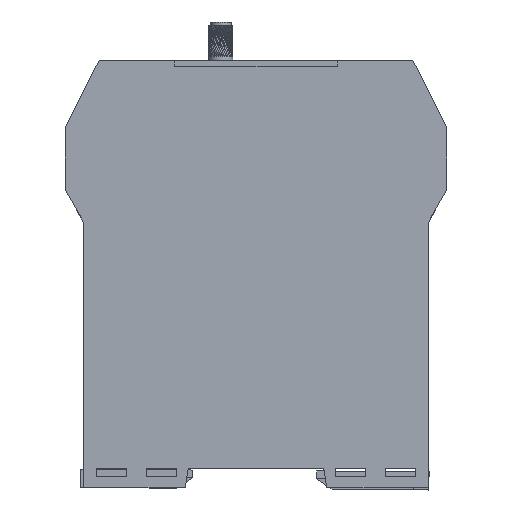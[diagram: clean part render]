
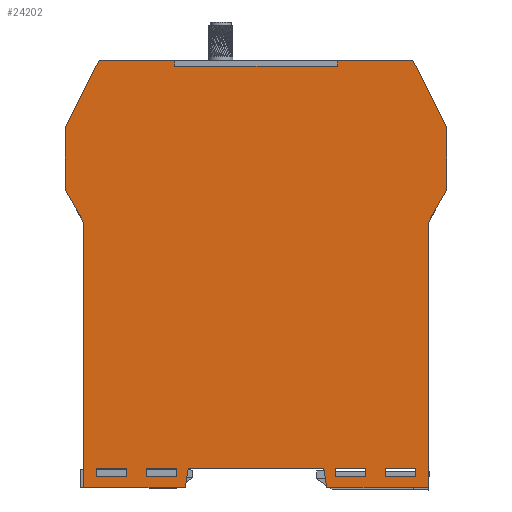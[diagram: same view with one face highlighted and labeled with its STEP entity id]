
A CAD part, top view. The second image highlights one B-rep face of the part: STEP entity #24202.
In plain terms, the highlighted planar face has unit normal (0, 0, 1).
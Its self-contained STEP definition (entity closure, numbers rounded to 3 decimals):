
#607=LINE('',#33892,#3776);
#611=LINE('',#33901,#3780);
#615=LINE('',#33910,#3784);
#619=LINE('',#33919,#3788);
#633=LINE('',#33948,#3802);
#637=LINE('',#33957,#3806);
#641=LINE('',#33966,#3810);
#645=LINE('',#33975,#3814);
#665=LINE('',#34013,#3834);
#676=LINE('',#34035,#3845);
#689=LINE('',#34059,#3858);
#700=LINE('',#34079,#3869);
#708=LINE('',#34095,#3877);
#735=LINE('',#34161,#3904);
#737=LINE('',#34166,#3906);
#1123=LINE('',#34981,#4292);
#1126=LINE('',#34986,#4295);
#1128=LINE('',#34991,#4297);
#1130=LINE('',#34997,#4299);
#1132=LINE('',#35001,#4301);
#1134=LINE('',#35005,#4303);
#1136=LINE('',#35008,#4305);
#1137=LINE('',#35010,#4306);
#1138=LINE('',#35013,#4307);
#1140=LINE('',#35016,#4309);
#1141=LINE('',#35017,#4310);
#1142=LINE('',#35018,#4311);
#1143=LINE('',#35019,#4312);
#1144=LINE('',#35020,#4313);
#1146=LINE('',#35024,#4315);
#1148=LINE('',#35028,#4317);
#1150=LINE('',#35032,#4319);
#1152=LINE('',#35036,#4321);
#1154=LINE('',#35039,#4323);
#3776=VECTOR('',#27375,10.);
#3780=VECTOR('',#27381,10.);
#3784=VECTOR('',#27387,10.);
#3788=VECTOR('',#27393,10.);
#3802=VECTOR('',#27413,10.);
#3806=VECTOR('',#27419,10.);
#3810=VECTOR('',#27425,10.);
#3814=VECTOR('',#27431,10.);
#3834=VECTOR('',#27459,10.);
#3845=VECTOR('',#27478,10.);
#3858=VECTOR('',#27501,10.);
#3869=VECTOR('',#27520,10.);
#3877=VECTOR('',#27536,10.);
#3904=VECTOR('',#27579,10.);
#3906=VECTOR('',#27583,10.);
#4292=VECTOR('',#28347,10.);
#4295=VECTOR('',#28352,10.);
#4297=VECTOR('',#28356,10.);
#4299=VECTOR('',#28364,10.);
#4301=VECTOR('',#28368,10.);
#4303=VECTOR('',#28372,10.);
#4305=VECTOR('',#28376,10.);
#4306=VECTOR('',#28379,10.);
#4307=VECTOR('',#28382,10.);
#4309=VECTOR('',#28386,10.);
#4310=VECTOR('',#28387,10.);
#4311=VECTOR('',#28388,10.);
#4312=VECTOR('',#28389,10.);
#4313=VECTOR('',#28390,10.);
#4315=VECTOR('',#28394,10.);
#4317=VECTOR('',#28398,10.);
#4319=VECTOR('',#28402,10.);
#4321=VECTOR('',#28406,10.);
#4323=VECTOR('',#28410,10.);
#6939=PLANE('',#25591);
#7801=FACE_BOUND('',#9539,.T.);
#7802=FACE_BOUND('',#9540,.T.);
#7803=FACE_BOUND('',#9541,.T.);
#7804=FACE_BOUND('',#9542,.T.);
#8246=FACE_OUTER_BOUND('',#9538,.T.);
#9538=EDGE_LOOP('',(#18508,#18509,#18510,#18511,#18512,#18513,#18514,#18515,
#18516,#18517,#18518,#18519,#18520,#18521,#18522,#18523,#18524,#18525));
#9539=EDGE_LOOP('',(#18526,#18527,#18528,#18529));
#9540=EDGE_LOOP('',(#18530,#18531,#18532,#18533));
#9541=EDGE_LOOP('',(#18534,#18535,#18536,#18537));
#9542=EDGE_LOOP('',(#18538,#18539,#18540,#18541));
#11193=VERTEX_POINT('',#33890);
#11194=VERTEX_POINT('',#33891);
#11197=VERTEX_POINT('',#33899);
#11198=VERTEX_POINT('',#33900);
#11201=VERTEX_POINT('',#33908);
#11202=VERTEX_POINT('',#33909);
#11205=VERTEX_POINT('',#33917);
#11206=VERTEX_POINT('',#33918);
#11217=VERTEX_POINT('',#33946);
#11218=VERTEX_POINT('',#33947);
#11221=VERTEX_POINT('',#33955);
#11222=VERTEX_POINT('',#33956);
#11225=VERTEX_POINT('',#33964);
#11226=VERTEX_POINT('',#33965);
#11229=VERTEX_POINT('',#33973);
#11230=VERTEX_POINT('',#33974);
#11265=VERTEX_POINT('',#34092);
#11266=VERTEX_POINT('',#34094);
#11297=VERTEX_POINT('',#34159);
#11298=VERTEX_POINT('',#34163);
#11299=VERTEX_POINT('',#34165);
#11538=VERTEX_POINT('',#34978);
#11539=VERTEX_POINT('',#34980);
#11540=VERTEX_POINT('',#34984);
#11541=VERTEX_POINT('',#34988);
#11542=VERTEX_POINT('',#34990);
#11543=VERTEX_POINT('',#34996);
#11544=VERTEX_POINT('',#35000);
#11545=VERTEX_POINT('',#35004);
#11546=VERTEX_POINT('',#35012);
#11547=VERTEX_POINT('',#35023);
#11548=VERTEX_POINT('',#35027);
#11549=VERTEX_POINT('',#35031);
#11550=VERTEX_POINT('',#35035);
#13586=EDGE_CURVE('',#11193,#11194,#607,.T.);
#13590=EDGE_CURVE('',#11197,#11198,#611,.T.);
#13594=EDGE_CURVE('',#11201,#11202,#615,.T.);
#13598=EDGE_CURVE('',#11205,#11206,#619,.T.);
#13612=EDGE_CURVE('',#11217,#11218,#633,.T.);
#13616=EDGE_CURVE('',#11221,#11222,#637,.T.);
#13620=EDGE_CURVE('',#11225,#11226,#641,.T.);
#13624=EDGE_CURVE('',#11229,#11230,#645,.T.);
#13644=EDGE_CURVE('',#11206,#11201,#665,.T.);
#13655=EDGE_CURVE('',#11198,#11193,#676,.T.);
#13668=EDGE_CURVE('',#11222,#11217,#689,.T.);
#13679=EDGE_CURVE('',#11230,#11225,#700,.T.);
#13687=EDGE_CURVE('',#11265,#11266,#708,.T.);
#13721=EDGE_CURVE('',#11297,#11265,#735,.T.);
#13723=EDGE_CURVE('',#11298,#11299,#737,.T.);
#14127=EDGE_CURVE('',#11538,#11539,#1123,.T.);
#14130=EDGE_CURVE('',#11540,#11538,#1126,.T.);
#14132=EDGE_CURVE('',#11541,#11542,#1128,.T.);
#14134=EDGE_CURVE('',#11542,#11543,#1130,.T.);
#14136=EDGE_CURVE('',#11543,#11544,#1132,.T.);
#14138=EDGE_CURVE('',#11544,#11545,#1134,.T.);
#14140=EDGE_CURVE('',#11545,#11540,#1136,.T.);
#14141=EDGE_CURVE('',#11539,#11297,#1137,.T.);
#14142=EDGE_CURVE('',#11266,#11546,#1138,.T.);
#14144=EDGE_CURVE('',#11226,#11229,#1140,.T.);
#14145=EDGE_CURVE('',#11218,#11221,#1141,.T.);
#14146=EDGE_CURVE('',#11546,#11298,#1142,.T.);
#14147=EDGE_CURVE('',#11202,#11205,#1143,.T.);
#14148=EDGE_CURVE('',#11194,#11197,#1144,.T.);
#14150=EDGE_CURVE('',#11299,#11547,#1146,.T.);
#14152=EDGE_CURVE('',#11547,#11548,#1148,.T.);
#14154=EDGE_CURVE('',#11548,#11549,#1150,.T.);
#14156=EDGE_CURVE('',#11549,#11550,#1152,.T.);
#14158=EDGE_CURVE('',#11550,#11541,#1154,.T.);
#18508=ORIENTED_EDGE('',*,*,#14134,.F.);
#18509=ORIENTED_EDGE('',*,*,#14132,.F.);
#18510=ORIENTED_EDGE('',*,*,#14158,.F.);
#18511=ORIENTED_EDGE('',*,*,#14156,.F.);
#18512=ORIENTED_EDGE('',*,*,#14154,.F.);
#18513=ORIENTED_EDGE('',*,*,#14152,.F.);
#18514=ORIENTED_EDGE('',*,*,#14150,.F.);
#18515=ORIENTED_EDGE('',*,*,#13723,.F.);
#18516=ORIENTED_EDGE('',*,*,#14146,.F.);
#18517=ORIENTED_EDGE('',*,*,#14142,.F.);
#18518=ORIENTED_EDGE('',*,*,#13687,.F.);
#18519=ORIENTED_EDGE('',*,*,#13721,.F.);
#18520=ORIENTED_EDGE('',*,*,#14141,.F.);
#18521=ORIENTED_EDGE('',*,*,#14127,.F.);
#18522=ORIENTED_EDGE('',*,*,#14130,.F.);
#18523=ORIENTED_EDGE('',*,*,#14140,.F.);
#18524=ORIENTED_EDGE('',*,*,#14138,.F.);
#18525=ORIENTED_EDGE('',*,*,#14136,.F.);
#18526=ORIENTED_EDGE('',*,*,#13590,.T.);
#18527=ORIENTED_EDGE('',*,*,#13655,.T.);
#18528=ORIENTED_EDGE('',*,*,#13586,.T.);
#18529=ORIENTED_EDGE('',*,*,#14148,.T.);
#18530=ORIENTED_EDGE('',*,*,#13598,.T.);
#18531=ORIENTED_EDGE('',*,*,#13644,.T.);
#18532=ORIENTED_EDGE('',*,*,#13594,.T.);
#18533=ORIENTED_EDGE('',*,*,#14147,.T.);
#18534=ORIENTED_EDGE('',*,*,#13616,.T.);
#18535=ORIENTED_EDGE('',*,*,#13668,.T.);
#18536=ORIENTED_EDGE('',*,*,#13612,.T.);
#18537=ORIENTED_EDGE('',*,*,#14145,.T.);
#18538=ORIENTED_EDGE('',*,*,#13624,.T.);
#18539=ORIENTED_EDGE('',*,*,#13679,.T.);
#18540=ORIENTED_EDGE('',*,*,#13620,.T.);
#18541=ORIENTED_EDGE('',*,*,#14144,.T.);
#24202=ADVANCED_FACE('',(#8246,#7801,#7802,#7803,#7804),#6939,.T.);
#25591=AXIS2_PLACEMENT_3D('',#35040,#28411,#28412);
#27375=DIRECTION('',(0.,1.,0.));
#27381=DIRECTION('',(0.,-1.,0.));
#27387=DIRECTION('',(0.,1.,0.));
#27393=DIRECTION('',(0.,-1.,0.));
#27413=DIRECTION('',(0.,1.,0.));
#27419=DIRECTION('',(0.,-1.,0.));
#27425=DIRECTION('',(0.,1.,0.));
#27431=DIRECTION('',(0.,-1.,0.));
#27459=DIRECTION('',(-1.,0.,0.));
#27478=DIRECTION('',(-1.,0.,0.));
#27501=DIRECTION('',(-1.,0.,0.));
#27520=DIRECTION('',(-1.,0.,0.));
#27536=DIRECTION('',(-1.,0.,0.));
#27579=DIRECTION('',(0.,-1.,0.));
#27583=DIRECTION('',(-0.148,-0.989,0.));
#28347=DIRECTION('',(0.,-1.,0.));
#28352=DIRECTION('',(0.451,-0.892,0.));
#28356=DIRECTION('',(1.,0.,0.));
#28364=DIRECTION('',(0.,-1.,0.));
#28368=DIRECTION('',(1.,0.,0.));
#28372=DIRECTION('',(0.,1.,0.));
#28376=DIRECTION('',(1.,0.,0.));
#28379=DIRECTION('',(-0.49,-0.872,0.));
#28382=DIRECTION('',(-0.148,0.989,0.));
#28386=DIRECTION('',(1.,0.,0.));
#28387=DIRECTION('',(1.,0.,0.));
#28388=DIRECTION('',(-1.,0.,0.));
#28389=DIRECTION('',(1.,0.,0.));
#28390=DIRECTION('',(1.,0.,0.));
#28394=DIRECTION('',(-1.,0.,0.));
#28398=DIRECTION('',(0.,1.,0.));
#28402=DIRECTION('',(-0.49,0.872,0.));
#28406=DIRECTION('',(0.,1.,0.));
#28410=DIRECTION('',(0.451,0.892,0.));
#28411=DIRECTION('center_axis',(0.,0.,1.));
#28412=DIRECTION('ref_axis',(1.,0.,0.));
#33890=CARTESIAN_POINT('',(-0.7,-107.25,8.75));
#33891=CARTESIAN_POINT('',(-0.7,-105.15,8.75));
#33892=CARTESIAN_POINT('',(-0.7,-81.623,8.75));
#33899=CARTESIAN_POINT('',(7.2,-105.15,8.75));
#33900=CARTESIAN_POINT('',(7.2,-107.25,8.75));
#33901=CARTESIAN_POINT('',(7.2,-80.573,8.75));
#33908=CARTESIAN_POINT('',(12.2,-107.25,8.75));
#33909=CARTESIAN_POINT('',(12.2,-105.15,8.75));
#33910=CARTESIAN_POINT('',(12.2,-81.623,8.75));
#33917=CARTESIAN_POINT('',(20.1,-105.15,8.75));
#33918=CARTESIAN_POINT('',(20.1,-107.25,8.75));
#33919=CARTESIAN_POINT('',(20.1,-80.573,8.75));
#33946=CARTESIAN_POINT('',(60.9,-107.25,8.75));
#33947=CARTESIAN_POINT('',(60.9,-105.15,8.75));
#33948=CARTESIAN_POINT('',(60.9,-81.623,8.75));
#33955=CARTESIAN_POINT('',(68.8,-105.15,8.75));
#33956=CARTESIAN_POINT('',(68.8,-107.25,8.75));
#33957=CARTESIAN_POINT('',(68.8,-80.573,8.75));
#33964=CARTESIAN_POINT('',(73.8,-107.25,8.75));
#33965=CARTESIAN_POINT('',(73.8,-105.15,8.75));
#33966=CARTESIAN_POINT('',(73.8,-81.623,8.75));
#33973=CARTESIAN_POINT('',(81.7,-105.15,8.75));
#33974=CARTESIAN_POINT('',(81.7,-107.25,8.75));
#33975=CARTESIAN_POINT('',(81.7,-80.573,8.75));
#34013=CARTESIAN_POINT('',(30.3,-107.25,8.75));
#34035=CARTESIAN_POINT('',(23.85,-107.25,8.75));
#34059=CARTESIAN_POINT('',(54.65,-107.25,8.75));
#34079=CARTESIAN_POINT('',(61.1,-107.25,8.75));
#34092=CARTESIAN_POINT('',(85.,-110.15,8.75));
#34094=CARTESIAN_POINT('',(58.75,-110.15,8.75));
#34095=CARTESIAN_POINT('',(85.,-110.15,8.75));
#34159=CARTESIAN_POINT('',(85.,-41.65,8.75));
#34161=CARTESIAN_POINT('',(85.,-41.65,8.75));
#34163=CARTESIAN_POINT('',(23.,-105.15,8.75));
#34165=CARTESIAN_POINT('',(22.25,-110.15,8.75));
#34166=CARTESIAN_POINT('',(23.,-105.15,8.75));
#34978=CARTESIAN_POINT('',(89.75,-17.3,8.75));
#34980=CARTESIAN_POINT('',(89.75,-33.2,8.75));
#34981=CARTESIAN_POINT('',(89.75,-17.3,8.75));
#34984=CARTESIAN_POINT('',(81.,0.,8.75));
#34986=CARTESIAN_POINT('',(81.,0.,8.75));
#34988=CARTESIAN_POINT('',(0.,0.,8.75));
#34990=CARTESIAN_POINT('',(19.6,0.,8.75));
#34991=CARTESIAN_POINT('',(0.,0.,8.75));
#34996=CARTESIAN_POINT('',(19.6,-1.5,8.75));
#34997=CARTESIAN_POINT('',(19.6,0.,8.75));
#35000=CARTESIAN_POINT('',(61.4,-1.5,8.75));
#35001=CARTESIAN_POINT('',(19.6,-1.5,8.75));
#35004=CARTESIAN_POINT('',(61.4,0.,8.75));
#35005=CARTESIAN_POINT('',(61.4,-1.5,8.75));
#35008=CARTESIAN_POINT('',(61.4,0.,8.75));
#35010=CARTESIAN_POINT('',(89.75,-33.2,8.75));
#35012=CARTESIAN_POINT('',(58.,-105.15,8.75));
#35013=CARTESIAN_POINT('',(58.75,-110.15,8.75));
#35016=CARTESIAN_POINT('',(57.15,-105.15,8.75));
#35017=CARTESIAN_POINT('',(50.7,-105.15,8.75));
#35018=CARTESIAN_POINT('',(58.,-105.15,8.75));
#35019=CARTESIAN_POINT('',(26.35,-105.15,8.75));
#35020=CARTESIAN_POINT('',(19.9,-105.15,8.75));
#35023=CARTESIAN_POINT('',(-4.,-110.15,8.75));
#35024=CARTESIAN_POINT('',(22.25,-110.15,8.75));
#35027=CARTESIAN_POINT('',(-4.,-41.65,8.75));
#35028=CARTESIAN_POINT('',(-4.,-110.15,8.75));
#35031=CARTESIAN_POINT('',(-8.75,-33.2,8.75));
#35032=CARTESIAN_POINT('',(-4.,-41.65,8.75));
#35035=CARTESIAN_POINT('',(-8.75,-17.3,8.75));
#35036=CARTESIAN_POINT('',(-8.75,-33.2,8.75));
#35039=CARTESIAN_POINT('',(-8.75,-17.3,8.75));
#35040=CARTESIAN_POINT('Origin',(40.5,-55.997,8.75));
